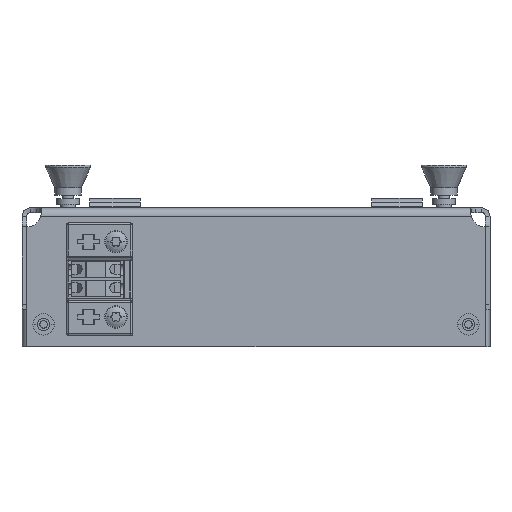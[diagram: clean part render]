
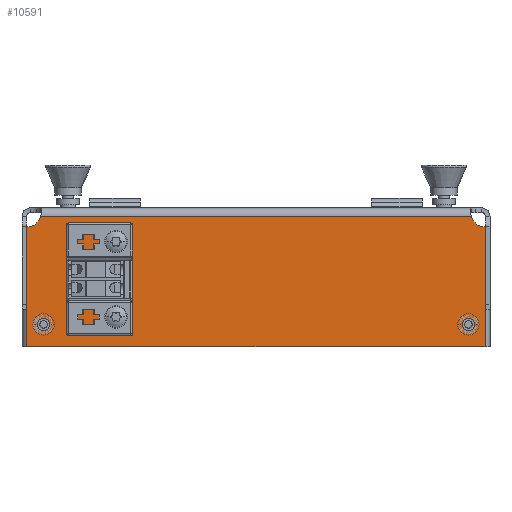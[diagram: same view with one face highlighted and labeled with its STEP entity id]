
A CAD part, front view. The second image highlights one B-rep face of the part: STEP entity #10591.
In plain terms, the highlighted planar face has unit normal (0, -1, 0).
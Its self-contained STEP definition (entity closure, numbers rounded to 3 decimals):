
#3609=CARTESIAN_POINT('',(57.252,-105.,-2.25));
#3627=CARTESIAN_POINT('',(61.098,-105.,-1.152));
#3628=DIRECTION('',(0.,-1.,0.));
#3629=DIRECTION('',(-0.962,0.,-0.274));
#3630=AXIS2_PLACEMENT_3D('',#3627,#3628,#3629);
#3632=DIRECTION('',(1.,0.,0.));
#3633=VECTOR('',#3632,1.);
#3634=CARTESIAN_POINT('',(60.,-105.,-4.998));
#3635=LINE('',#3634,#3633);
#3636=DIRECTION('',(0.,0.,-1.));
#3637=VECTOR('',#3636,32.002);
#3638=CARTESIAN_POINT('',(61.,-105.,-4.998));
#3639=LINE('',#3638,#3637);
#3640=DIRECTION('',(0.,0.,1.));
#3641=VECTOR('',#3640,32.002);
#3642=CARTESIAN_POINT('',(-61.,-105.,-37.));
#3643=LINE('',#3642,#3641);
#3644=DIRECTION('',(1.,0.,0.));
#3645=VECTOR('',#3644,1.);
#3646=CARTESIAN_POINT('',(-61.,-105.,-4.998));
#3647=LINE('',#3646,#3645);
#3648=CARTESIAN_POINT('',(-61.098,-105.,-1.152));
#3649=DIRECTION('',(0.,-1.,0.));
#3650=DIRECTION('',(0.274,0.,-0.962));
#3651=AXIS2_PLACEMENT_3D('',#3648,#3649,#3650);
#3653=DIRECTION('',(1.,0.,0.));
#3654=VECTOR('',#3653,114.503);
#3655=CARTESIAN_POINT('',(-57.252,-105.,-2.25));
#3656=LINE('',#3655,#3654);
#3657=CARTESIAN_POINT('',(56.5,-105.,-31.));
#3658=DIRECTION('',(0.,-1.,0.));
#3659=DIRECTION('',(0.,0.,1.));
#3660=AXIS2_PLACEMENT_3D('',#3657,#3658,#3659);
#3662=CARTESIAN_POINT('',(56.5,-105.,-31.));
#3663=DIRECTION('',(0.,-1.,0.));
#3664=DIRECTION('',(0.,0.,-1.));
#3665=AXIS2_PLACEMENT_3D('',#3662,#3663,#3664);
#3667=CARTESIAN_POINT('',(-56.5,-105.,-31.));
#3668=DIRECTION('',(0.,1.,0.));
#3669=DIRECTION('',(0.,0.,1.));
#3670=AXIS2_PLACEMENT_3D('',#3667,#3668,#3669);
#3672=CARTESIAN_POINT('',(-56.5,-105.,-31.));
#3673=DIRECTION('',(0.,1.,0.));
#3674=DIRECTION('',(0.,0.,-1.));
#3675=AXIS2_PLACEMENT_3D('',#3672,#3673,#3674);
#3677=DIRECTION('',(-1.,0.,0.));
#3678=VECTOR('',#3677,12.4);
#3679=CARTESIAN_POINT('',(-36.15,-105.,-25.4));
#3680=LINE('',#3679,#3678);
#3681=DIRECTION('',(0.,0.,-1.));
#3682=VECTOR('',#3681,12.8);
#3683=CARTESIAN_POINT('',(-36.15,-105.,-12.6));
#3684=LINE('',#3683,#3682);
#3685=DIRECTION('',(1.,0.,0.));
#3686=VECTOR('',#3685,12.4);
#3687=CARTESIAN_POINT('',(-48.55,-105.,-12.6));
#3688=LINE('',#3687,#3686);
#3689=DIRECTION('',(0.,0.,1.));
#3690=VECTOR('',#3689,12.8);
#3691=CARTESIAN_POINT('',(-48.55,-105.,-25.4));
#3692=LINE('',#3691,#3690);
#3693=CARTESIAN_POINT('',(-37.25,-105.,-29.));
#3694=DIRECTION('',(0.,-1.,0.));
#3695=DIRECTION('',(1.,0.,0.));
#3696=AXIS2_PLACEMENT_3D('',#3693,#3694,#3695);
#3698=CARTESIAN_POINT('',(-37.25,-105.,-29.));
#3699=DIRECTION('',(0.,-1.,0.));
#3700=DIRECTION('',(-1.,0.,0.));
#3701=AXIS2_PLACEMENT_3D('',#3698,#3699,#3700);
#3703=CARTESIAN_POINT('',(-37.25,-105.,-9.));
#3704=DIRECTION('',(0.,-1.,0.));
#3705=DIRECTION('',(1.,0.,0.));
#3706=AXIS2_PLACEMENT_3D('',#3703,#3704,#3705);
#3708=CARTESIAN_POINT('',(-37.25,-105.,-9.));
#3709=DIRECTION('',(0.,-1.,0.));
#3710=DIRECTION('',(-1.,0.,0.));
#3711=AXIS2_PLACEMENT_3D('',#3708,#3709,#3710);
#3807=DIRECTION('',(1.,0.,0.));
#3808=VECTOR('',#3807,122.);
#3809=CARTESIAN_POINT('',(-61.,-105.,-37.));
#3810=LINE('',#3809,#3808);
#4137=VERTEX_POINT('',#3609);
#4138=CARTESIAN_POINT('',(-57.252,-105.,-2.25));
#4139=VERTEX_POINT('',#4138);
#4207=CARTESIAN_POINT('',(-61.,-105.,-37.));
#4208=CARTESIAN_POINT('',(-61.,-105.,-4.998));
#4209=VERTEX_POINT('',#4207);
#4210=VERTEX_POINT('',#4208);
#4216=CARTESIAN_POINT('',(-60.,-105.,-4.998));
#4218=VERTEX_POINT('',#4216);
#4219=CARTESIAN_POINT('',(61.,-105.,-4.998));
#4220=CARTESIAN_POINT('',(61.,-105.,-37.));
#4221=VERTEX_POINT('',#4219);
#4222=VERTEX_POINT('',#4220);
#4228=CARTESIAN_POINT('',(60.,-105.,-4.998));
#4230=VERTEX_POINT('',#4228);
#4295=CARTESIAN_POINT('',(56.5,-105.,-29.35));
#4296=CARTESIAN_POINT('',(56.5,-105.,-32.65));
#4297=VERTEX_POINT('',#4295);
#4298=VERTEX_POINT('',#4296);
#4311=CARTESIAN_POINT('',(-56.5,-105.,-29.35));
#4312=CARTESIAN_POINT('',(-56.5,-105.,-32.65));
#4313=VERTEX_POINT('',#4311);
#4314=VERTEX_POINT('',#4312);
#5079=CARTESIAN_POINT('',(-36.15,-105.,-29.));
#5080=CARTESIAN_POINT('',(-38.35,-105.,-29.));
#5081=VERTEX_POINT('',#5079);
#5082=VERTEX_POINT('',#5080);
#5083=CARTESIAN_POINT('',(-36.15,-105.,-9.));
#5084=CARTESIAN_POINT('',(-38.35,-105.,-9.));
#5085=VERTEX_POINT('',#5083);
#5086=VERTEX_POINT('',#5084);
#5095=CARTESIAN_POINT('',(-36.15,-105.,-25.4));
#5096=CARTESIAN_POINT('',(-48.55,-105.,-25.4));
#5097=VERTEX_POINT('',#5095);
#5098=VERTEX_POINT('',#5096);
#5099=CARTESIAN_POINT('',(-48.55,-105.,-12.6));
#5100=VERTEX_POINT('',#5099);
#5101=CARTESIAN_POINT('',(-36.15,-105.,-12.6));
#5102=VERTEX_POINT('',#5101);
#10535=CARTESIAN_POINT('',(-60.,-105.,-2.25));
#10536=DIRECTION('',(0.,-1.,0.));
#10537=DIRECTION('',(0.,0.,-1.));
#10538=AXIS2_PLACEMENT_3D('',#10535,#10536,#10537);
#10539=PLANE('',#10538);
#10541=ORIENTED_EDGE('',*,*,#10540,.T.);
#10543=ORIENTED_EDGE('',*,*,#10542,.T.);
#10545=ORIENTED_EDGE('',*,*,#10544,.T.);
#10547=ORIENTED_EDGE('',*,*,#10546,.F.);
#10549=ORIENTED_EDGE('',*,*,#10548,.T.);
#10551=ORIENTED_EDGE('',*,*,#10550,.T.);
#10553=ORIENTED_EDGE('',*,*,#10552,.T.);
#10554=ORIENTED_EDGE('',*,*,#10527,.T.);
#10555=EDGE_LOOP('',(#10541,#10543,#10545,#10547,#10549,#10551,#10553,#10554));
#10556=FACE_OUTER_BOUND('',#10555,.F.);
#10558=ORIENTED_EDGE('',*,*,#10557,.T.);
#10560=ORIENTED_EDGE('',*,*,#10559,.T.);
#10561=EDGE_LOOP('',(#10558,#10560));
#10562=FACE_BOUND('',#10561,.F.);
#10564=ORIENTED_EDGE('',*,*,#10563,.F.);
#10566=ORIENTED_EDGE('',*,*,#10565,.F.);
#10567=EDGE_LOOP('',(#10564,#10566));
#10568=FACE_BOUND('',#10567,.F.);
#10570=ORIENTED_EDGE('',*,*,#10569,.F.);
#10572=ORIENTED_EDGE('',*,*,#10571,.F.);
#10574=ORIENTED_EDGE('',*,*,#10573,.F.);
#10576=ORIENTED_EDGE('',*,*,#10575,.F.);
#10577=EDGE_LOOP('',(#10570,#10572,#10574,#10576));
#10578=FACE_BOUND('',#10577,.F.);
#10580=ORIENTED_EDGE('',*,*,#10579,.T.);
#10582=ORIENTED_EDGE('',*,*,#10581,.T.);
#10583=EDGE_LOOP('',(#10580,#10582));
#10584=FACE_BOUND('',#10583,.F.);
#10586=ORIENTED_EDGE('',*,*,#10585,.T.);
#10588=ORIENTED_EDGE('',*,*,#10587,.T.);
#10589=EDGE_LOOP('',(#10586,#10588));
#10590=FACE_BOUND('',#10589,.F.);
#10591=ADVANCED_FACE('',(#10556,#10562,#10568,#10578,#10584,#10590),#10539,.T.);
#3631=CIRCLE('',#3630,4.);
#3652=CIRCLE('',#3651,4.);
#3661=CIRCLE('',#3660,1.65);
#3666=CIRCLE('',#3665,1.65);
#3671=CIRCLE('',#3670,1.65);
#3676=CIRCLE('',#3675,1.65);
#3697=CIRCLE('',#3696,1.1);
#3702=CIRCLE('',#3701,1.1);
#3707=CIRCLE('',#3706,1.1);
#3712=CIRCLE('',#3711,1.1);
#10527=EDGE_CURVE('',#4139,#4137,#3656,.T.);
#10540=EDGE_CURVE('',#4137,#4230,#3631,.T.);
#10542=EDGE_CURVE('',#4230,#4221,#3635,.T.);
#10544=EDGE_CURVE('',#4221,#4222,#3639,.T.);
#10546=EDGE_CURVE('',#4209,#4222,#3810,.T.);
#10548=EDGE_CURVE('',#4209,#4210,#3643,.T.);
#10550=EDGE_CURVE('',#4210,#4218,#3647,.T.);
#10552=EDGE_CURVE('',#4218,#4139,#3652,.T.);
#10557=EDGE_CURVE('',#4297,#4298,#3661,.T.);
#10559=EDGE_CURVE('',#4298,#4297,#3666,.T.);
#10563=EDGE_CURVE('',#4313,#4314,#3671,.T.);
#10565=EDGE_CURVE('',#4314,#4313,#3676,.T.);
#10569=EDGE_CURVE('',#5097,#5098,#3680,.T.);
#10571=EDGE_CURVE('',#5102,#5097,#3684,.T.);
#10573=EDGE_CURVE('',#5100,#5102,#3688,.T.);
#10575=EDGE_CURVE('',#5098,#5100,#3692,.T.);
#10579=EDGE_CURVE('',#5081,#5082,#3697,.T.);
#10581=EDGE_CURVE('',#5082,#5081,#3702,.T.);
#10585=EDGE_CURVE('',#5085,#5086,#3707,.T.);
#10587=EDGE_CURVE('',#5086,#5085,#3712,.T.);
